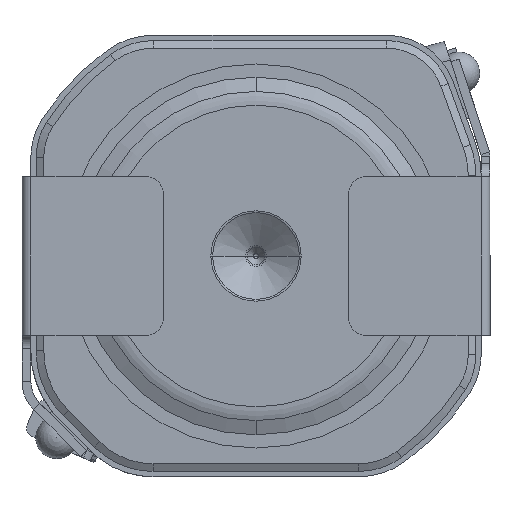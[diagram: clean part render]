
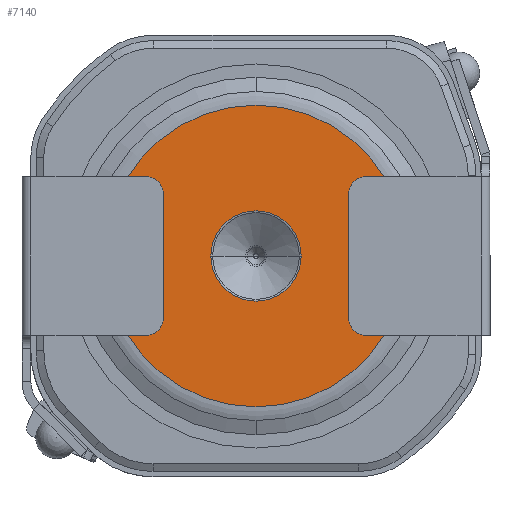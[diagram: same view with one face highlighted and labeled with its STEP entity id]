
A CAD part, front view. The second image highlights one B-rep face of the part: STEP entity #7140.
In plain terms, the highlighted planar face has unit normal (0, -1, 0).
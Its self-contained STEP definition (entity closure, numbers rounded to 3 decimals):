
#581 = CARTESIAN_POINT ( 'NONE',  ( 0.511, 0.1, 0. ) ) ;
#600 = EDGE_CURVE ( 'NONE', #13529, #5076, #9745, .T. ) ;
#796 = CARTESIAN_POINT ( 'NONE',  ( 0., 0.1, 0. ) ) ;
#948 = EDGE_CURVE ( 'NONE', #5076, #13529, #2213, .T. ) ;
#2213 = CIRCLE ( 'NONE', #2380, 0.511 ) ;
#2380 = AXIS2_PLACEMENT_3D ( 'NONE', #9358, #6445, #7454 ) ;
#2626 = VERTEX_POINT ( 'NONE', #3317 ) ;
#3317 = CARTESIAN_POINT ( 'NONE',  ( 1.708, 0.1, 0. ) ) ;
#3930 = DIRECTION ( 'NONE',  ( 1., 0., 0. ) ) ;
#4381 = PLANE ( 'NONE',  #5340 ) ;
#4593 = VERTEX_POINT ( 'NONE', #5683 ) ;
#4975 = ORIENTED_EDGE ( 'NONE', *, *, #12281, .T. ) ;
#5076 = VERTEX_POINT ( 'NONE', #581 ) ;
#5340 = AXIS2_PLACEMENT_3D ( 'NONE', #10490, #12501, #6377 ) ;
#5683 = CARTESIAN_POINT ( 'NONE',  ( -1.708, 0.1, 0. ) ) ;
#5747 = AXIS2_PLACEMENT_3D ( 'NONE', #11704, #7641, #12835 ) ;
#6024 = AXIS2_PLACEMENT_3D ( 'NONE', #796, #10300, #8140 ) ;
#6268 = ORIENTED_EDGE ( 'NONE', *, *, #948, .T. ) ;
#6377 = DIRECTION ( 'NONE',  ( 1., 0., 0. ) ) ;
#6445 = DIRECTION ( 'NONE',  ( 0., 1., 0. ) ) ;
#6852 = FACE_BOUND ( 'NONE', #12827, .T. ) ;
#7140 = ADVANCED_FACE ( 'NONE', ( #6852, #7994 ), #4381, .T. ) ;
#7141 = AXIS2_PLACEMENT_3D ( 'NONE', #10123, #12273, #3930 ) ;
#7144 = CIRCLE ( 'NONE', #6024, 1.708 ) ;
#7454 = DIRECTION ( 'NONE',  ( 1., 0., 0. ) ) ;
#7500 = CIRCLE ( 'NONE', #5747, 1.708 ) ;
#7641 = DIRECTION ( 'NONE',  ( 0., -1., 0. ) ) ;
#7994 = FACE_OUTER_BOUND ( 'NONE', #13467, .T. ) ;
#8140 = DIRECTION ( 'NONE',  ( 1., 0., 0. ) ) ;
#9358 = CARTESIAN_POINT ( 'NONE',  ( 0., 0.1, 0. ) ) ;
#9745 = CIRCLE ( 'NONE', #7141, 0.511 ) ;
#10123 = CARTESIAN_POINT ( 'NONE',  ( 0., 0.1, 0. ) ) ;
#10300 = DIRECTION ( 'NONE',  ( 0., -1., 0. ) ) ;
#10478 = ORIENTED_EDGE ( 'NONE', *, *, #600, .T. ) ;
#10490 = CARTESIAN_POINT ( 'NONE',  ( 0., 0.1, 0. ) ) ;
#11017 = EDGE_CURVE ( 'NONE', #2626, #4593, #7500, .T. ) ;
#11704 = CARTESIAN_POINT ( 'NONE',  ( 0., 0.1, 0. ) ) ;
#11720 = CARTESIAN_POINT ( 'NONE',  ( -0.511, 0.1, 0. ) ) ;
#12273 = DIRECTION ( 'NONE',  ( 0., 1., 0. ) ) ;
#12281 = EDGE_CURVE ( 'NONE', #4593, #2626, #7144, .T. ) ;
#12501 = DIRECTION ( 'NONE',  ( 0., -1., 0. ) ) ;
#12827 = EDGE_LOOP ( 'NONE', ( #6268, #10478 ) ) ;
#12835 = DIRECTION ( 'NONE',  ( 1., 0., 0. ) ) ;
#12886 = ORIENTED_EDGE ( 'NONE', *, *, #11017, .T. ) ;
#13467 = EDGE_LOOP ( 'NONE', ( #12886, #4975 ) ) ;
#13529 = VERTEX_POINT ( 'NONE', #11720 ) ;
